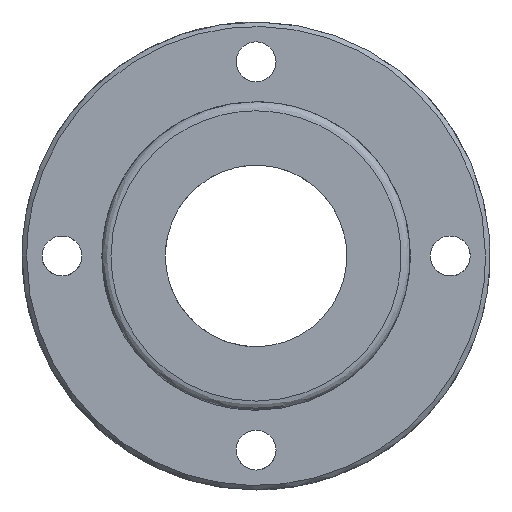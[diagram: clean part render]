
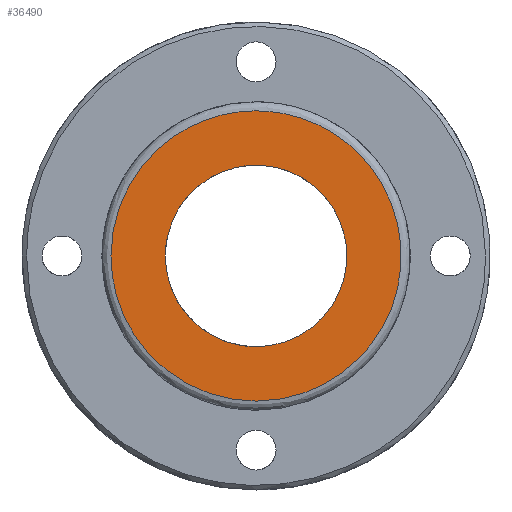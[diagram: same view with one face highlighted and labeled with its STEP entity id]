
A CAD part, left-side view. The second image highlights one B-rep face of the part: STEP entity #36490.
In plain terms, the highlighted free-form (B-spline) face has degree [1, 1] with [2, 2] control points.
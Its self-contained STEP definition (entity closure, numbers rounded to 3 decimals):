
#34840 = CARTESIAN_POINT ('', (-290., 40., 0.));
#34850 = VERTEX_POINT ('', #34840);
#34860 = CARTESIAN_POINT ('', (-290., 0., 40.));
#34870 = VERTEX_POINT ('', #34860);
#34880 = CARTESIAN_POINT ('', (-290., 40., 0.));
#34890 = CARTESIAN_POINT ('', (-290., 40., 26.667));
#34900 = CARTESIAN_POINT ('', (-290., 20., 40.));
#34910 = CARTESIAN_POINT ('', (-290., 0., 40.));
#34920 = (
   BOUNDED_CURVE ()
   B_SPLINE_CURVE (3, (#34880, #34890, #34900, #34910), .UNSPECIFIED., .F., .U.)
   B_SPLINE_CURVE_WITH_KNOTS ((4, 4), (0., 1.), .UNSPECIFIED.)
   CURVE ()
   GEOMETRIC_REPRESENTATION_ITEM ()
   RATIONAL_B_SPLINE_CURVE ((0.478, 0.478, 0.638, 0.957))
   REPRESENTATION_ITEM ('')
);
#34930 = EDGE_CURVE ('', #34850, #34870, #34920, .T.);
#35050 = CARTESIAN_POINT ('', (-290., 0., -40.));
#35060 = VERTEX_POINT ('', #35050);
#35070 = CARTESIAN_POINT ('', (-290., 0., -40.));
#35080 = CARTESIAN_POINT ('', (-290., -2.54, -40.));
#35090 = CARTESIAN_POINT ('', (-290., -5.082, -39.753));
#35100 = CARTESIAN_POINT ('', (-290., -7.625, -39.26));
#35110 = CARTESIAN_POINT ('', (-290., -10.243, -38.752));
#35120 = CARTESIAN_POINT ('', (-290., -12.768, -37.998));
#35130 = CARTESIAN_POINT ('', (-290., -15.201, -36.999));
#35140 = CARTESIAN_POINT ('', (-290., -17.657, -35.99));
#35150 = CARTESIAN_POINT ('', (-290., -20.013, -34.73));
#35160 = CARTESIAN_POINT ('', (-290., -22.268, -33.219));
#35170 = CARTESIAN_POINT ('', (-290., -24.503, -31.721));
#35180 = CARTESIAN_POINT ('', (-290., -26.551, -30.033));
#35190 = CARTESIAN_POINT ('', (-290., -28.413, -28.155));
#35200 = CARTESIAN_POINT ('', (-290., -31.15, -25.394));
#35210 = CARTESIAN_POINT ('', (-290., -33.424, -22.322));
#35220 = CARTESIAN_POINT ('', (-290., -35.236, -18.939));
#35230 = CARTESIAN_POINT ('', (-290., -35.689, -18.094));
#35240 = CARTESIAN_POINT ('', (-290., -36.114, -17.229));
#35250 = CARTESIAN_POINT ('', (-290., -36.509, -16.344));
#35260 = CARTESIAN_POINT ('', (-290., -36.608, -16.123));
#35270 = CARTESIAN_POINT ('', (-290., -36.705, -15.9));
#35280 = CARTESIAN_POINT ('', (-290., -36.8, -15.677));
#35290 = CARTESIAN_POINT ('', (-290., -36.848, -15.565));
#35300 = CARTESIAN_POINT ('', (-290., -36.895, -15.453));
#35310 = CARTESIAN_POINT ('', (-290., -36.941, -15.34));
#35320 = CARTESIAN_POINT ('', (-290., -36.988, -15.228));
#35330 = CARTESIAN_POINT ('', (-290., -37.034, -15.115));
#35340 = CARTESIAN_POINT ('', (-290., -37.08, -15.002));
#35350 = CARTESIAN_POINT ('', (-290., -37.263, -14.551));
#35360 = CARTESIAN_POINT ('', (-290., -37.437, -14.095));
#35370 = CARTESIAN_POINT ('', (-290., -37.603, -13.636));
#35380 = CARTESIAN_POINT ('', (-290., -38.267, -11.801));
#35390 = CARTESIAN_POINT ('', (-290., -38.797, -9.907));
#35400 = CARTESIAN_POINT ('', (-290., -39.194, -7.954));
#35410 = CARTESIAN_POINT ('', (-290., -39.731, -5.309));
#35420 = CARTESIAN_POINT ('', (-290., -40., -2.658));
#35430 = CARTESIAN_POINT ('', (-290., -40., 0.));
#35440 = CARTESIAN_POINT ('', (-290., -40., 2.65));
#35450 = CARTESIAN_POINT ('', (-290., -39.732, 5.302));
#35460 = CARTESIAN_POINT ('', (-290., -39.194, 7.954));
#35470 = CARTESIAN_POINT ('', (-290., -38.667, 10.55));
#35480 = CARTESIAN_POINT ('', (-290., -37.901, 13.05));
#35490 = CARTESIAN_POINT ('', (-290., -36.895, 15.453));
#35500 = CARTESIAN_POINT ('', (-290., -34.893, 20.234));
#35510 = CARTESIAN_POINT ('', (-290., -32.066, 24.468));
#35520 = CARTESIAN_POINT ('', (-290., -28.413, 28.155));
#35530 = CARTESIAN_POINT ('', (-290., -26.557, 30.029));
#35540 = CARTESIAN_POINT ('', (-290., -24.509, 31.717));
#35550 = CARTESIAN_POINT ('', (-290., -22.268, 33.219));
#35560 = CARTESIAN_POINT ('', (-290., -20.019, 34.727));
#35570 = CARTESIAN_POINT ('', (-290., -17.664, 35.987));
#35580 = CARTESIAN_POINT ('', (-290., -15.201, 36.999));
#35590 = CARTESIAN_POINT ('', (-290., -12.775, 37.996));
#35600 = CARTESIAN_POINT ('', (-290., -10.25, 38.75));
#35610 = CARTESIAN_POINT ('', (-290., -7.625, 39.26));
#35620 = CARTESIAN_POINT ('', (-290., -5.086, 39.753));
#35630 = CARTESIAN_POINT ('', (-290., -2.544, 40.));
#35640 = CARTESIAN_POINT ('', (-290., 0., 40.));
#35650 = B_SPLINE_CURVE_WITH_KNOTS ('', 3, (#35070, #35080, #35090, #35100, #35110, #35120, #35130, #35140, #35150, #35160, #35170, #35180, #35190, #35200, #35210, #35220, #35230, #35240, #35250, #35260, #35270, #35280, #35290, #35300, #35310, #35320, #35330, #35340, #35350, #35360, #35370, #35380, #35390, #35400, #35410, #35420, #35430, #35440, #35450, #35460, #35470, #35480, #35490, #35500, #35510, #35520, #35530, #35540, #35550, #35560, #35570, #35580, #35590, #35600, #35610, #35620, #35630, #35640), .UNSPECIFIED., .F., .U., (4, 3, 3, 3, 3, 3, 3, 3, 3, 3, 3, 3, 3, 3, 3, 3, 3, 3, 3, 4), (0., 0.063, 0.125, 0.188, 0.25, 0.344, 0.367, 0.373, 0.376, 0.379, 0.391, 0.438, 0.5, 0.563, 0.625, 0.75, 0.813, 0.875, 0.938, 1.), .UNSPECIFIED.);
#35660 = EDGE_CURVE ('', #35060, #34870, #35650, .T.);
#35680 = CARTESIAN_POINT ('', (-290., 0., -40.));
#35690 = CARTESIAN_POINT ('', (-290., 20., -40.));
#35700 = CARTESIAN_POINT ('', (-290., 40., -26.667));
#35710 = CARTESIAN_POINT ('', (-290., 40., 0.));
#35720 = (
   BOUNDED_CURVE ()
   B_SPLINE_CURVE (3, (#35680, #35690, #35700, #35710), .UNSPECIFIED., .F., .U.)
   B_SPLINE_CURVE_WITH_KNOTS ((4, 4), (0., 1.), .UNSPECIFIED.)
   CURVE ()
   GEOMETRIC_REPRESENTATION_ITEM ()
   RATIONAL_B_SPLINE_CURVE ((0.957, 0.638, 0.478, 0.478))
   REPRESENTATION_ITEM ('')
);
#35730 = EDGE_CURVE ('', #35060, #34850, #35720, .T.);
#36070 = ORIENTED_EDGE ('', *, *, #35660, .T.);
#36080 = ORIENTED_EDGE ('', *, *, #34930, .F.);
#36090 = ORIENTED_EDGE ('', *, *, #35730, .F.);
#36100 = EDGE_LOOP ('', (#36070, #36080, #36090));
#36110 = FACE_OUTER_BOUND ('', #36100, .T.);
#36120 = CARTESIAN_POINT ('', (-290., 0., -25.));
#36130 = VERTEX_POINT ('', #36120);
#36140 = CARTESIAN_POINT ('', (-290., -25., 0.));
#36150 = VERTEX_POINT ('', #36140);
#36160 = CARTESIAN_POINT ('', (-290., 0., -25.));
#36170 = CARTESIAN_POINT ('', (-290., -12.5, -25.));
#36180 = CARTESIAN_POINT ('', (-290., -25., -16.667));
#36190 = CARTESIAN_POINT ('', (-290., -25., 0.));
#36200 = (
   BOUNDED_CURVE ()
   B_SPLINE_CURVE (3, (#36160, #36170, #36180, #36190), .UNSPECIFIED., .F., .U.)
   B_SPLINE_CURVE_WITH_KNOTS ((4, 4), (0., 1.), .UNSPECIFIED.)
   CURVE ()
   GEOMETRIC_REPRESENTATION_ITEM ()
   RATIONAL_B_SPLINE_CURVE ((1., 0.667, 0.5, 0.5))
   REPRESENTATION_ITEM ('')
);
#36210 = EDGE_CURVE ('', #36130, #36150, #36200, .T.);
#36220 = ORIENTED_EDGE ('', *, *, #36210, .F.);
#36230 = CARTESIAN_POINT ('', (-290., 25., 0.));
#36240 = VERTEX_POINT ('', #36230);
#36250 = CARTESIAN_POINT ('', (-290., 25., 0.));
#36260 = CARTESIAN_POINT ('', (-290., 25., -16.667));
#36270 = CARTESIAN_POINT ('', (-290., 12.5, -25.));
#36280 = CARTESIAN_POINT ('', (-290., 0., -25.));
#36290 = (
   BOUNDED_CURVE ()
   B_SPLINE_CURVE (3, (#36250, #36260, #36270, #36280), .UNSPECIFIED., .F., .U.)
   B_SPLINE_CURVE_WITH_KNOTS ((4, 4), (0., 1.), .UNSPECIFIED.)
   CURVE ()
   GEOMETRIC_REPRESENTATION_ITEM ()
   RATIONAL_B_SPLINE_CURVE ((0.5, 0.5, 0.667, 1.))
   REPRESENTATION_ITEM ('')
);
#36300 = EDGE_CURVE ('', #36240, #36130, #36290, .T.);
#36310 = ORIENTED_EDGE ('', *, *, #36300, .F.);
#36320 = CARTESIAN_POINT ('', (-290., -25., 0.));
#36330 = CARTESIAN_POINT ('', (-290., -25., 16.667));
#36340 = CARTESIAN_POINT ('', (-290., -12.5, 25.));
#36350 = CARTESIAN_POINT ('', (-290., 0., 25.));
#36360 = CARTESIAN_POINT ('', (-290., 12.5, 25.));
#36370 = CARTESIAN_POINT ('', (-290., 25., 16.667));
#36380 = CARTESIAN_POINT ('', (-290., 25., 0.));
#36390 = (
   BOUNDED_CURVE ()
   B_SPLINE_CURVE (3, (#36320, #36330, #36340, #36350, #36360, #36370, #36380), .UNSPECIFIED., .F., .U.)
   B_SPLINE_CURVE_WITH_KNOTS ((4, 3, 4), (0., 0.5, 1.), .UNSPECIFIED.)
   CURVE ()
   GEOMETRIC_REPRESENTATION_ITEM ()
   RATIONAL_B_SPLINE_CURVE ((0.5, 0.5, 0.667, 1., 0.667, 0.5, 0.5))
   REPRESENTATION_ITEM ('')
);
#36400 = EDGE_CURVE ('', #36150, #36240, #36390, .T.);
#36410 = ORIENTED_EDGE ('', *, *, #36400, .F.);
#36420 = EDGE_LOOP ('', (#36220, #36310, #36410));
#36430 = FACE_BOUND ('', #36420, .T.);
#36440 = CARTESIAN_POINT ('', (-290., -40.48, 40.48));
#36450 = CARTESIAN_POINT ('', (-290., -40.48, -40.48));
#36460 = CARTESIAN_POINT ('', (-290., 40.48, 40.48));
#36470 = CARTESIAN_POINT ('', (-290., 40.48, -40.48));
#36480 = B_SPLINE_SURFACE_WITH_KNOTS ('', 1, 1, ((#36440, #36450), (#36460, #36470)), .UNSPECIFIED., .F., .F., .U., (2, 2), (2, 2), (0., 1.), (0., 1.), .UNSPECIFIED.);
#36490 = ADVANCED_FACE ('', (#36110, #36430), #36480, .T.);
